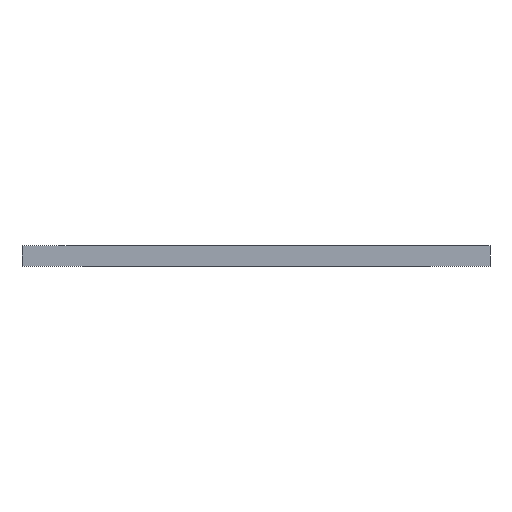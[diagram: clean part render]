
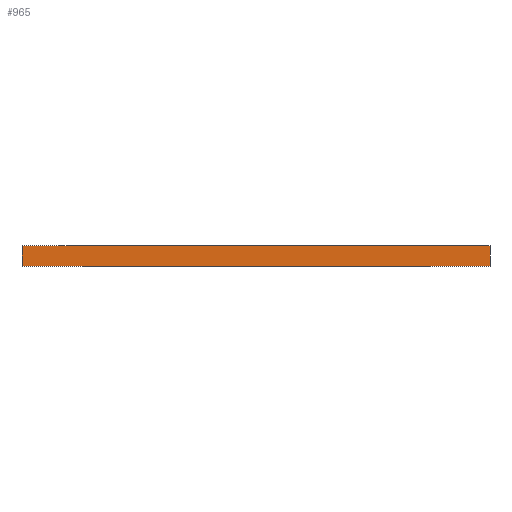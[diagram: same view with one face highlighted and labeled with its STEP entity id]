
A CAD part, front view. The second image highlights one B-rep face of the part: STEP entity #965.
In plain terms, the highlighted planar face has unit normal (0, -1, 0).
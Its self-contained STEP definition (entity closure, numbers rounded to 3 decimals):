
#81 = DIRECTION ( 'NONE',  ( 0., 0., -1. ) ) ;
#85 = CARTESIAN_POINT ( 'NONE',  ( 15., -22.5, 0.65 ) ) ;
#88 = CARTESIAN_POINT ( 'NONE',  ( 15., -22.5, 0.65 ) ) ;
#90 = ORIENTED_EDGE ( 'NONE', *, *, #4539, .T. ) ;
#162 = DIRECTION ( 'NONE',  ( -1., 0., 0. ) ) ;
#384 = EDGE_CURVE ( 'NONE', #3024, #3777, #3532, .T. ) ;
#683 = DIRECTION ( 'NONE',  ( 0., 0., -1. ) ) ;
#697 = CARTESIAN_POINT ( 'NONE',  ( -15., -22.5, 0.65 ) ) ;
#815 = VECTOR ( 'NONE', #1589, 1000. ) ;
#965 = ADVANCED_FACE ( 'NONE', ( #1602 ), #4265, .F. ) ;
#1037 = ORIENTED_EDGE ( 'NONE', *, *, #3731, .T. ) ;
#1292 = LINE ( 'NONE', #697, #1531 ) ;
#1294 = VERTEX_POINT ( 'NONE', #3811 ) ;
#1381 = ORIENTED_EDGE ( 'NONE', *, *, #4532, .F. ) ;
#1531 = VECTOR ( 'NONE', #683, 1000. ) ;
#1589 = DIRECTION ( 'NONE',  ( 1., 0., 0. ) ) ;
#1602 = FACE_OUTER_BOUND ( 'NONE', #4867, .T. ) ;
#1782 = VECTOR ( 'NONE', #81, 1000. ) ;
#1823 = VECTOR ( 'NONE', #3074, 1000. ) ;
#2106 = LINE ( 'NONE', #2691, #815 ) ;
#2449 = CARTESIAN_POINT ( 'NONE',  ( -15., -22.5, 0.65 ) ) ;
#2691 = CARTESIAN_POINT ( 'NONE',  ( 15., -22.5, -0.65 ) ) ;
#2697 = CARTESIAN_POINT ( 'NONE',  ( 15., -22.5, 0.65 ) ) ;
#2948 = ORIENTED_EDGE ( 'NONE', *, *, #384, .F. ) ;
#3024 = VERTEX_POINT ( 'NONE', #4721 ) ;
#3074 = DIRECTION ( 'NONE',  ( 1., 0., 0. ) ) ;
#3100 = LINE ( 'NONE', #85, #1823 ) ;
#3154 = DIRECTION ( 'NONE',  ( 0., 1., 0. ) ) ;
#3259 = VERTEX_POINT ( 'NONE', #2449 ) ;
#3532 = LINE ( 'NONE', #2697, #1782 ) ;
#3731 = EDGE_CURVE ( 'NONE', #3259, #1294, #1292, .T. ) ;
#3777 = VERTEX_POINT ( 'NONE', #4417 ) ;
#3811 = CARTESIAN_POINT ( 'NONE',  ( -15., -22.5, -0.65 ) ) ;
#3947 = AXIS2_PLACEMENT_3D ( 'NONE', #88, #3154, #162 ) ;
#4265 = PLANE ( 'NONE',  #3947 ) ;
#4417 = CARTESIAN_POINT ( 'NONE',  ( 15., -22.5, -0.65 ) ) ;
#4532 = EDGE_CURVE ( 'NONE', #3259, #3024, #3100, .T. ) ;
#4539 = EDGE_CURVE ( 'NONE', #1294, #3777, #2106, .T. ) ;
#4721 = CARTESIAN_POINT ( 'NONE',  ( 15., -22.5, 0.65 ) ) ;
#4867 = EDGE_LOOP ( 'NONE', ( #90, #2948, #1381, #1037 ) ) ;
